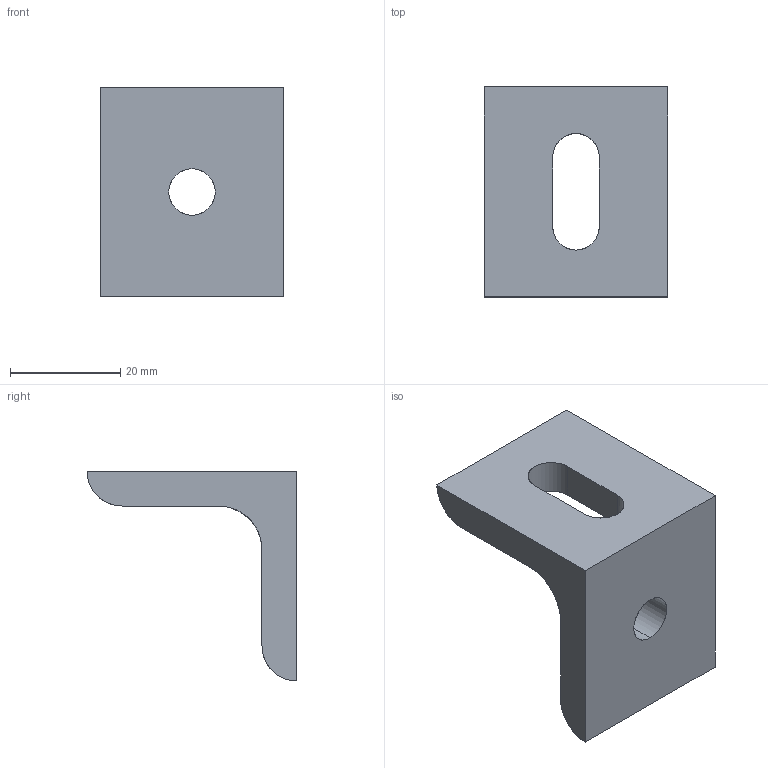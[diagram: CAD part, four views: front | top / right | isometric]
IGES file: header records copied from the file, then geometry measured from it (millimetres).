
Start section: SolidWorks IGES file using analytic representation for surfaces
Global section: file name: REVDELTA_ANG-ICB-1H1S-00001 (100241); ANGLE; INSIDE CORNER BRACKET;ANG-ICB-1H1S-00001-100241.IGS; native system: SolidWorks 2019; preprocessor: SolidWorks 2019; author: Andrew; date: 250909.212542; units: inch
Bounding box: 33.34 x 38.1 x 38.1 mm (x, y, z)
Surface area: 5740.3 mm2 (no closed solid volume)
Topology: 0 solids, 0 shells, 15 faces, 265 edges, 265 vertices
Faces by surface type: bspline 8, revolution 7
